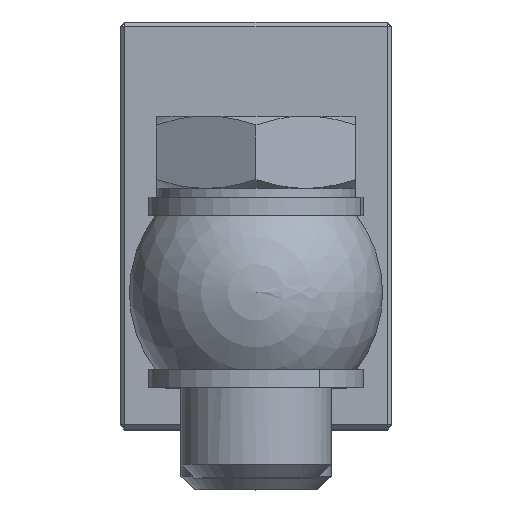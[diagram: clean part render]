
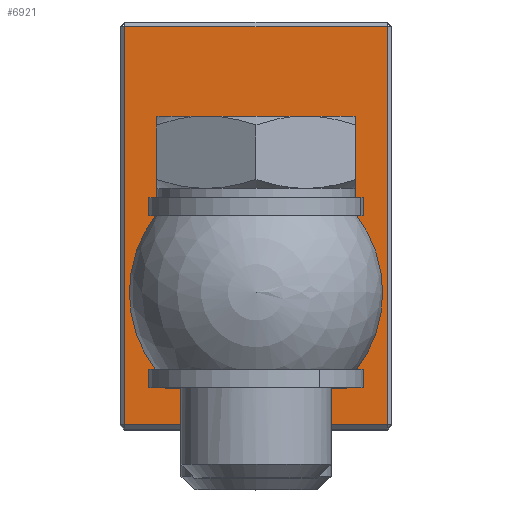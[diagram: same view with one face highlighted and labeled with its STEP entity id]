
A CAD part, top view. The second image highlights one B-rep face of the part: STEP entity #6921.
In plain terms, the highlighted planar face has unit normal (0, 0, 1).
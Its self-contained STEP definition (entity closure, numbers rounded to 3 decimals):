
#82 = LINE ( 'NONE', #2293, #4000 ) ;
#271 = VERTEX_POINT ( 'NONE', #5027 ) ;
#359 = FACE_BOUND ( 'NONE', #7243, .T. ) ;
#403 = DIRECTION ( 'NONE',  ( 0., -1., 0. ) ) ;
#662 = CARTESIAN_POINT ( 'NONE',  ( 17.52, 0.324, 32.177 ) ) ;
#763 = CARTESIAN_POINT ( 'NONE',  ( 2.52, -14.676, 32.177 ) ) ;
#911 = DIRECTION ( 'NONE',  ( -1., 0., 0. ) ) ;
#1058 = ORIENTED_EDGE ( 'NONE', *, *, #1428, .T. ) ;
#1428 = EDGE_CURVE ( 'NONE', #271, #2817, #7394, .T. ) ;
#1590 = EDGE_CURVE ( 'NONE', #5993, #271, #82, .T. ) ;
#1627 = CARTESIAN_POINT ( 'NONE',  ( 3.02, -14.176, 32.177 ) ) ;
#1649 = AXIS2_PLACEMENT_3D ( 'NONE', #662, #5236, #4554 ) ;
#1916 = VERTEX_POINT ( 'NONE', #5433 ) ;
#1923 = EDGE_CURVE ( 'NONE', #2907, #1916, #2601, .T. ) ;
#2293 = CARTESIAN_POINT ( 'NONE',  ( 2.52, 29.824, 32.177 ) ) ;
#2389 = CIRCLE ( 'NONE', #5112, 12.5 ) ;
#2448 = CARTESIAN_POINT ( 'NONE',  ( 32.52, -14.176, 32.177 ) ) ;
#2601 = CIRCLE ( 'NONE', #1649, 12.5 ) ;
#2640 = DIRECTION ( 'NONE',  ( 0., 0., 1. ) ) ;
#2817 = VERTEX_POINT ( 'NONE', #1627 ) ;
#2907 = VERTEX_POINT ( 'NONE', #7689 ) ;
#3142 = DIRECTION ( 'NONE',  ( 0., 0., -1. ) ) ;
#3213 = VERTEX_POINT ( 'NONE', #6730 ) ;
#3253 = CARTESIAN_POINT ( 'NONE',  ( 32.02, 30.324, 32.177 ) ) ;
#3513 = FACE_OUTER_BOUND ( 'NONE', #6815, .T. ) ;
#3588 = ORIENTED_EDGE ( 'NONE', *, *, #4201, .T. ) ;
#3825 = CARTESIAN_POINT ( 'NONE',  ( 32.02, 29.824, 32.177 ) ) ;
#3885 = DIRECTION ( 'NONE',  ( 0., 1., 0. ) ) ;
#4000 = VECTOR ( 'NONE', #911, 1000. ) ;
#4147 = CARTESIAN_POINT ( 'NONE',  ( 3.02, -14.676, 32.177 ) ) ;
#4201 = EDGE_CURVE ( 'NONE', #1916, #2907, #2389, .T. ) ;
#4540 = PLANE ( 'NONE',  #7523 ) ;
#4554 = DIRECTION ( 'NONE',  ( 0., 1., 0. ) ) ;
#5027 = CARTESIAN_POINT ( 'NONE',  ( 3.02, 29.824, 32.177 ) ) ;
#5112 = AXIS2_PLACEMENT_3D ( 'NONE', #6930, #3142, #7588 ) ;
#5236 = DIRECTION ( 'NONE',  ( 0., 0., -1. ) ) ;
#5433 = CARTESIAN_POINT ( 'NONE',  ( 17.52, 12.824, 32.177 ) ) ;
#5513 = VECTOR ( 'NONE', #403, 1000. ) ;
#5514 = EDGE_CURVE ( 'NONE', #3213, #5993, #6406, .T. ) ;
#5640 = DIRECTION ( 'NONE',  ( 1., 0., 0. ) ) ;
#5930 = EDGE_CURVE ( 'NONE', #2817, #3213, #7789, .T. ) ;
#5993 = VERTEX_POINT ( 'NONE', #3825 ) ;
#6172 = ORIENTED_EDGE ( 'NONE', *, *, #1590, .T. ) ;
#6406 = LINE ( 'NONE', #3253, #8112 ) ;
#6730 = CARTESIAN_POINT ( 'NONE',  ( 32.02, -14.176, 32.177 ) ) ;
#6815 = EDGE_LOOP ( 'NONE', ( #7012, #6172, #1058, #7855 ) ) ;
#6921 = ADVANCED_FACE ( 'NONE', ( #359, #3513 ), #4540, .T. ) ;
#6930 = CARTESIAN_POINT ( 'NONE',  ( 17.52, 0.324, 32.177 ) ) ;
#7012 = ORIENTED_EDGE ( 'NONE', *, *, #5514, .T. ) ;
#7077 = DIRECTION ( 'NONE',  ( 1., 0., 0. ) ) ;
#7243 = EDGE_LOOP ( 'NONE', ( #3588, #7589 ) ) ;
#7394 = LINE ( 'NONE', #4147, #5513 ) ;
#7523 = AXIS2_PLACEMENT_3D ( 'NONE', #763, #2640, #7077 ) ;
#7588 = DIRECTION ( 'NONE',  ( 0., 1., 0. ) ) ;
#7589 = ORIENTED_EDGE ( 'NONE', *, *, #1923, .T. ) ;
#7689 = CARTESIAN_POINT ( 'NONE',  ( 17.52, -12.176, 32.177 ) ) ;
#7789 = LINE ( 'NONE', #2448, #7998 ) ;
#7855 = ORIENTED_EDGE ( 'NONE', *, *, #5930, .T. ) ;
#7998 = VECTOR ( 'NONE', #5640, 1000. ) ;
#8112 = VECTOR ( 'NONE', #3885, 1000. ) ;
